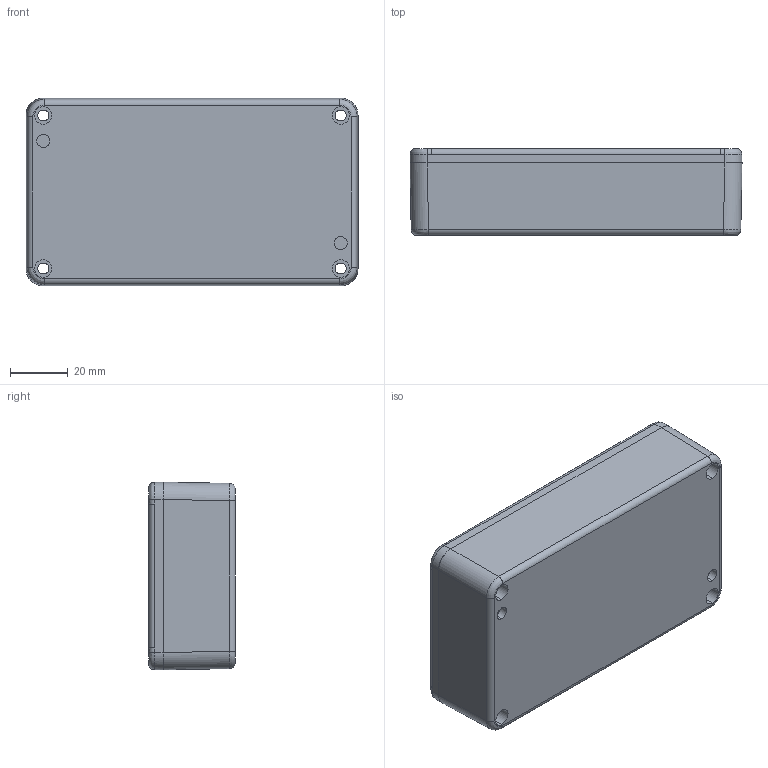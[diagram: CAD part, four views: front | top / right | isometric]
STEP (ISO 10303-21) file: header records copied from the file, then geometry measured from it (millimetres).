
FILE_DESCRIPTION (( 'STEP AP214' ), '1' );
FILE_NAME ('G106.STEP', '2009-11-20T03:37:38', ( 'NEF User' ), ( 'NEF User' ), 'SwSTEP 2.0', 'SolidWorks 2009', '' );
FILE_SCHEMA (( 'AUTOMOTIVE_DESIGN' ));
Length unit declared in the file: millimetre
Products named in the file (3): G106-BASE; G106; G106-COVER
Assembly tree (2 placements, depth 2):
  G106
    G106-BASE
    G106-COVER
Bounding box: 115 x 30 x 65 mm (x, y, z)
Volume: 74517.1 mm3; surface area: 53963.1 mm2
Topology: 2 solids, 2 shells, 365 faces, 970 edges, 626 vertices
Faces by surface type: plane 167, cylinder 112, cone 52, bspline 20, torus 14
Entity records: 12190 total; most frequent: CARTESIAN_POINT 2896, ORIENTED_EDGE 1940, DIRECTION 1938, EDGE_CURVE 970, AXIS2_PLACEMENT_3D 672, VERTEX_POINT 626, VECTOR 594, LINE 594
